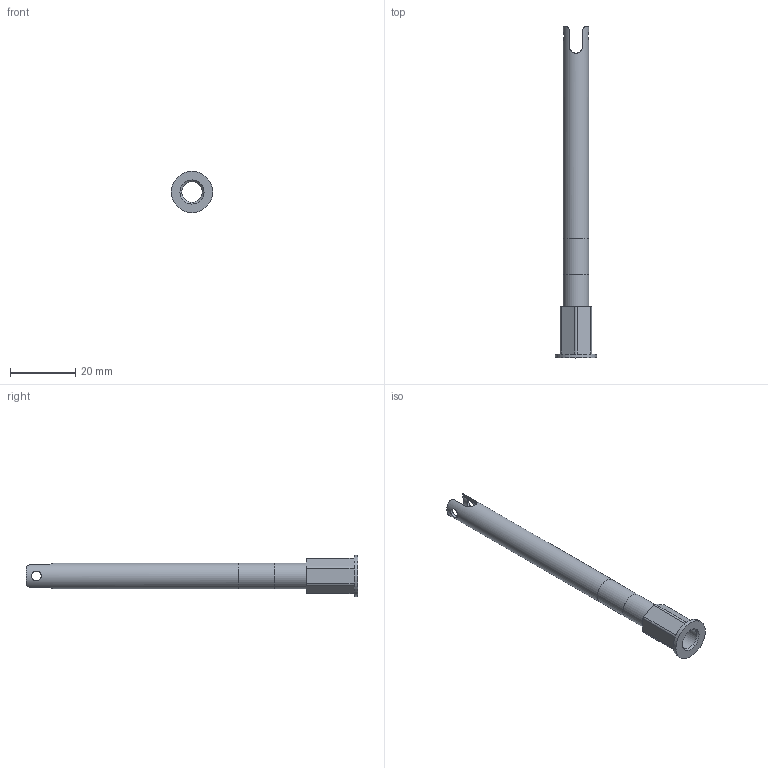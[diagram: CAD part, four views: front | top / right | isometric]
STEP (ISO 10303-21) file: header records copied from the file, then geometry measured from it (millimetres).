
FILE_DESCRIPTION(/* description */ (''),/* implementation_level */ '2;1');
FILE_NAME(/* name */ 'Shaft - Flywheel C.stp',/* time_stamp */ '2024-03-15T16:46:52-04:00',/* author */ ('Nathan Cai'),/* organization */ (''),/* preprocessor_version */ 'ST-DEVELOPER v19.2',/* originating_system */ 'Autodesk Inventor 2023',/* authorisation */ '');
FILE_SCHEMA (('AUTOMOTIVE_DESIGN { 1 0 10303 214 3 1 1 }'));
Length unit declared in the file: inch
Products named in the file (1): Slider
Bounding box: 12.7 x 101.6 x 12.7 mm (x, y, z)
Volume: 2191.2 mm3; surface area: 4731.5 mm2
Topology: 1 solids, 1 shells, 35 faces, 97 edges, 65 vertices
Faces by surface type: cylinder 17, plane 17, cone 1
Full cylindrical faces by diameter (mm): 3 x2, 6.35 x1, 7.785 x1, 7.887 x2, 12.7 x1
Entity records: 1439 total; most frequent: CARTESIAN_POINT 499, ORIENTED_EDGE 194, DIRECTION 172, EDGE_CURVE 97, VERTEX_POINT 65, AXIS2_PLACEMENT_3D 60, LINE 52, VECTOR 52
